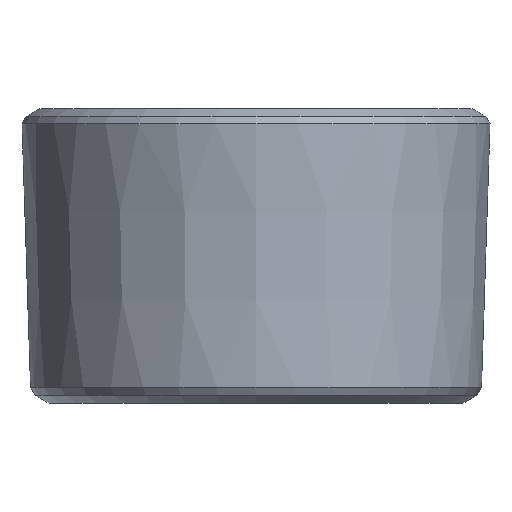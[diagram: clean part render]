
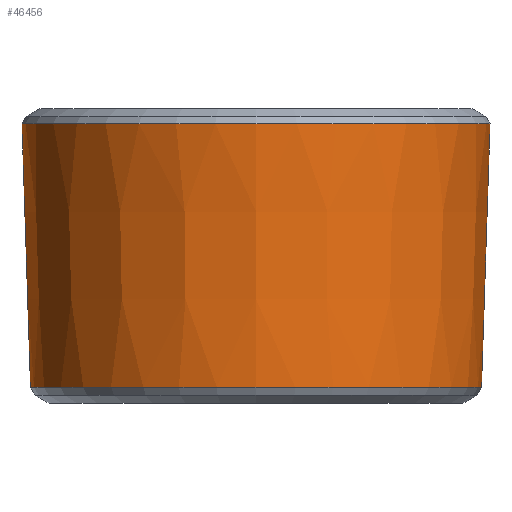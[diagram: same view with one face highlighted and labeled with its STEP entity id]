
A CAD part, front view. The second image highlights one B-rep face of the part: STEP entity #46456.
In plain terms, the highlighted conical face has half-angle 1.85 degrees and reference radius 19.393 mm.
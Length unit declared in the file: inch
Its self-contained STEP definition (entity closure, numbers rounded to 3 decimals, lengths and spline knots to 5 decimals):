
#27=CONICAL_SURFACE('',#48717,0.7635,0.032);
#5770=FACE_OUTER_BOUND('',#8510,.T.);
#8510=EDGE_LOOP('',(#38731,#38732,#38733,#38734));
#12910=LINE('',#72224,#17877);
#17877=VECTOR('',#54245,0.7635);
#19900=CIRCLE('',#48707,0.76528);
#19902=CIRCLE('',#48711,0.79414);
#23070=VERTEX_POINT('',#72161);
#23072=VERTEX_POINT('',#72169);
#28703=EDGE_CURVE('',#23070,#23070,#19900,.T.);
#28706=EDGE_CURVE('',#23072,#23072,#19902,.T.);
#28726=EDGE_CURVE('',#23072,#23070,#12910,.T.);
#38731=ORIENTED_EDGE('',*,*,#28706,.F.);
#38732=ORIENTED_EDGE('',*,*,#28726,.T.);
#38733=ORIENTED_EDGE('',*,*,#28703,.F.);
#38734=ORIENTED_EDGE('',*,*,#28726,.F.);
#46456=ADVANCED_FACE('',(#5770),#27,.T.);
#48707=AXIS2_PLACEMENT_3D('',#72163,#54210,#54211);
#48711=AXIS2_PLACEMENT_3D('',#72170,#54219,#54220);
#48717=AXIS2_PLACEMENT_3D('',#72223,#54243,#54244);
#54210=DIRECTION('center_axis',(0.,0.,-1.));
#54211=DIRECTION('ref_axis',(-1.,0.,0.));
#54219=DIRECTION('center_axis',(0.,0.,1.));
#54220=DIRECTION('ref_axis',(-1.,0.,0.));
#54243=DIRECTION('center_axis',(0.,0.,1.));
#54244=DIRECTION('ref_axis',(-1.,0.,0.));
#54245=DIRECTION('',(-0.032,0.,-0.999));
#72161=CARTESIAN_POINT('',(0.76528,0.,0.05504));
#72163=CARTESIAN_POINT('Origin',(0.,0.,0.05504));
#72169=CARTESIAN_POINT('',(0.79414,0.,0.94874));
#72170=CARTESIAN_POINT('Origin',(0.,0.,0.94874));
#72223=CARTESIAN_POINT('Origin',(0.,0.,0.));
#72224=CARTESIAN_POINT('',(0.7635,0.,0.));
